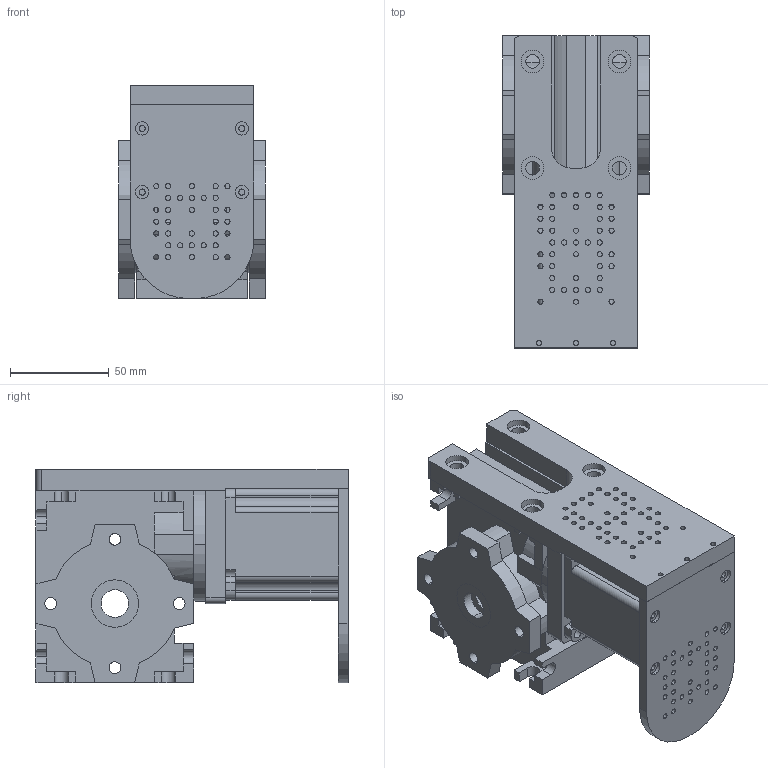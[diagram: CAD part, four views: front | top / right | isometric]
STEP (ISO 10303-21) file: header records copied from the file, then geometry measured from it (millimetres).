
FILE_DESCRIPTION (( 'STEP AP214' ), '1' );
FILE_NAME ('pjoint1_static.STEP', '2020-09-16T15:11:49', ( '' ), ( '' ), 'SwSTEP 2.0', 'SolidWorks 2016', '' );
FILE_SCHEMA (( 'AUTOMOTIVE_DESIGN' ));
Length unit declared in the file: metre
Products named in the file (11): bearing_edit_1; Under_base; Part1^pjoint1; Wing_2; Wing_1; Stepper_case; Gearbox_stp_conn; Solid_Gearbox; Back_base; pjoint1_static; bearing_edit_2
Assembly tree (10 placements, depth 2):
  pjoint1_static
    Back_base
    Wing_1
    Wing_2
    bearing_edit_1
    bearing_edit_2
    Under_base
    Solid_Gearbox
    Gearbox_stp_conn
    Stepper_case
    Part1^pjoint1
Bounding box: 74.2 x 158 x 107.9 mm (x, y, z)
Volume: 593235.3 mm3; surface area: 174398 mm2
Topology: 10 solids, 10 shells, 668 faces, 1907 edges, 1268 vertices
Faces by surface type: cylinder 404, plane 264
Entity records: 30710 total; most frequent: CARTESIAN_POINT 4117, DIRECTION 4102, ORIENTED_EDGE 3814, EDGE_CURVE 1907, AXIS2_PLACEMENT_3D 1523, VERTEX_POINT 1268, VECTOR 1056, LINE 1056
